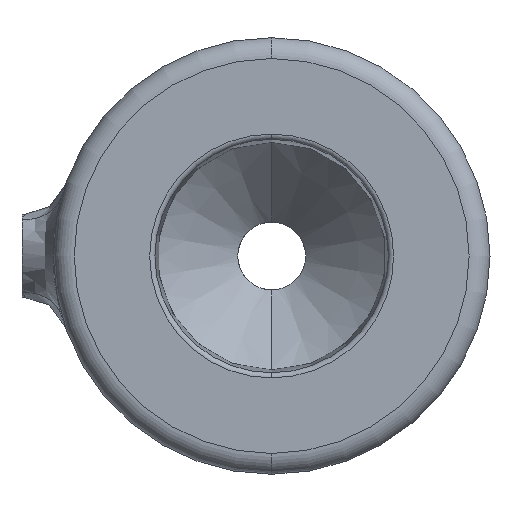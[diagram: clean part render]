
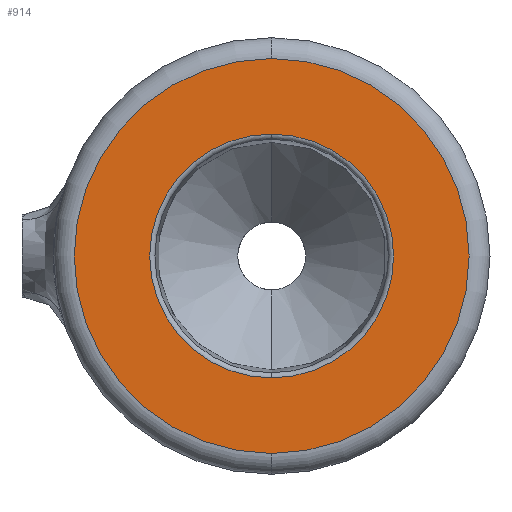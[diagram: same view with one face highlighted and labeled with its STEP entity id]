
A CAD part, left-side view. The second image highlights one B-rep face of the part: STEP entity #914.
In plain terms, the highlighted planar face has unit normal (-1, 0, 0).
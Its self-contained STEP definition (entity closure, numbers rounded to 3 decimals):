
#70 = FACE_OUTER_BOUND ( 'NONE', #2652, .T. ) ;
#235 = EDGE_CURVE ( 'NONE', #3317, #5924, #859, .T. ) ;
#268 = DIRECTION ( 'NONE',  ( 0., 0., -1. ) ) ;
#571 = ORIENTED_EDGE ( 'NONE', *, *, #2762, .T. ) ;
#789 = CARTESIAN_POINT ( 'NONE',  ( -55.28, 0., 0. ) ) ;
#859 = CIRCLE ( 'NONE', #2868, 18.91 ) ;
#887 = DIRECTION ( 'NONE',  ( 1., 0., 0. ) ) ;
#914 = ADVANCED_FACE ( 'NONE', ( #70, #1575 ), #4691, .F. ) ;
#1032 = ORIENTED_EDGE ( 'NONE', *, *, #6075, .T. ) ;
#1323 = EDGE_LOOP ( 'NONE', ( #571, #3233 ) ) ;
#1575 = FACE_BOUND ( 'NONE', #1323, .T. ) ;
#1854 = VERTEX_POINT ( 'NONE', #5488 ) ;
#2209 = DIRECTION ( 'NONE',  ( 1., 0., 0. ) ) ;
#2546 = CARTESIAN_POINT ( 'NONE',  ( -55.28, 0., -18.91 ) ) ;
#2621 = CIRCLE ( 'NONE', #4327, 11.679 ) ;
#2652 = EDGE_LOOP ( 'NONE', ( #6406, #1032 ) ) ;
#2671 = DIRECTION ( 'NONE',  ( -1., 0., 0. ) ) ;
#2762 = EDGE_CURVE ( 'NONE', #1854, #3165, #2621, .T. ) ;
#2803 = DIRECTION ( 'NONE',  ( -1., 0., 0. ) ) ;
#2868 = AXIS2_PLACEMENT_3D ( 'NONE', #789, #2803, #268 ) ;
#2901 = DIRECTION ( 'NONE',  ( 0., 0., -1. ) ) ;
#3003 = CARTESIAN_POINT ( 'NONE',  ( -55.28, 0., 0. ) ) ;
#3165 = VERTEX_POINT ( 'NONE', #5802 ) ;
#3233 = ORIENTED_EDGE ( 'NONE', *, *, #3624, .T. ) ;
#3241 = CARTESIAN_POINT ( 'NONE',  ( -55.28, 0., 0. ) ) ;
#3317 = VERTEX_POINT ( 'NONE', #2546 ) ;
#3597 = DIRECTION ( 'NONE',  ( 0., 0., -1. ) ) ;
#3618 = DIRECTION ( 'NONE',  ( 0., 0., -1. ) ) ;
#3624 = EDGE_CURVE ( 'NONE', #3165, #1854, #3898, .T. ) ;
#3727 = CARTESIAN_POINT ( 'NONE',  ( -55.28, 11.185, 0. ) ) ;
#3898 = CIRCLE ( 'NONE', #5901, 11.679 ) ;
#4067 = AXIS2_PLACEMENT_3D ( 'NONE', #3241, #2671, #3597 ) ;
#4163 = CIRCLE ( 'NONE', #4067, 18.91 ) ;
#4327 = AXIS2_PLACEMENT_3D ( 'NONE', #4427, #887, #2901 ) ;
#4427 = CARTESIAN_POINT ( 'NONE',  ( -55.28, 0., 0. ) ) ;
#4532 = DIRECTION ( 'NONE',  ( 0., 0., -1. ) ) ;
#4676 = CARTESIAN_POINT ( 'NONE',  ( -55.28, 0., 18.91 ) ) ;
#4691 = PLANE ( 'NONE',  #5732 ) ;
#5488 = CARTESIAN_POINT ( 'NONE',  ( -55.28, 0., -11.679 ) ) ;
#5732 = AXIS2_PLACEMENT_3D ( 'NONE', #3727, #2209, #3618 ) ;
#5802 = CARTESIAN_POINT ( 'NONE',  ( -55.28, 0., 11.679 ) ) ;
#5901 = AXIS2_PLACEMENT_3D ( 'NONE', #3003, #6447, #4532 ) ;
#5924 = VERTEX_POINT ( 'NONE', #4676 ) ;
#6075 = EDGE_CURVE ( 'NONE', #5924, #3317, #4163, .T. ) ;
#6406 = ORIENTED_EDGE ( 'NONE', *, *, #235, .T. ) ;
#6447 = DIRECTION ( 'NONE',  ( 1., 0., 0. ) ) ;
